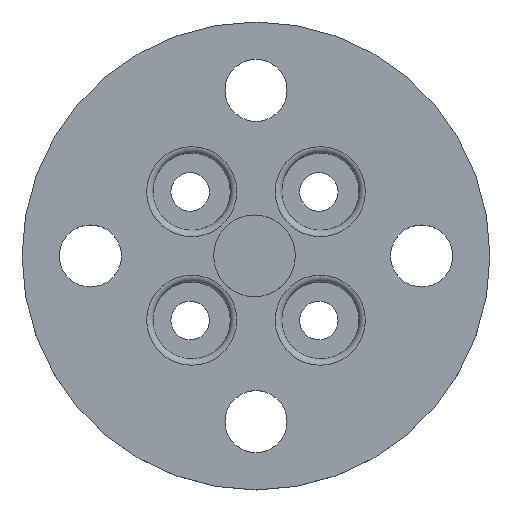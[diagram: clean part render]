
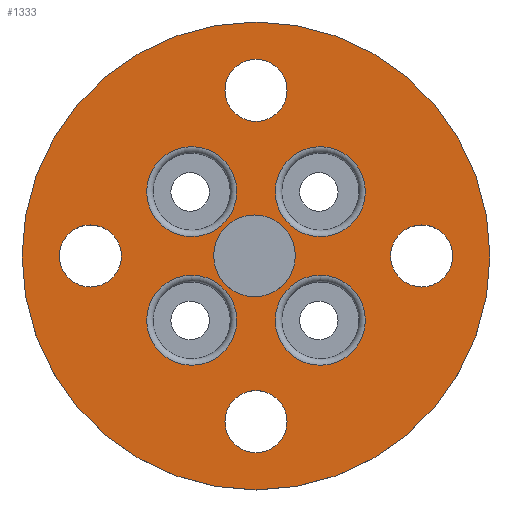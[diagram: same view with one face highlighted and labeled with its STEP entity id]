
A CAD part, top view. The second image highlights one B-rep face of the part: STEP entity #1333.
In plain terms, the highlighted planar face has unit normal (0, 0, 1).
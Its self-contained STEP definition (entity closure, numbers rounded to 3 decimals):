
#110=FACE_BOUND('',#249,.T.);
#111=FACE_BOUND('',#250,.T.);
#112=FACE_BOUND('',#251,.T.);
#113=FACE_BOUND('',#252,.T.);
#114=FACE_BOUND('',#253,.T.);
#115=FACE_BOUND('',#254,.T.);
#116=FACE_BOUND('',#255,.T.);
#117=FACE_BOUND('',#256,.T.);
#128=PLANE('',#1487);
#165=FACE_OUTER_BOUND('',#248,.T.);
#248=EDGE_LOOP('',(#962));
#249=EDGE_LOOP('',(#963));
#250=EDGE_LOOP('',(#964));
#251=EDGE_LOOP('',(#965));
#252=EDGE_LOOP('',(#966));
#253=EDGE_LOOP('',(#967));
#254=EDGE_LOOP('',(#968));
#255=EDGE_LOOP('',(#969));
#256=EDGE_LOOP('',(#970));
#506=CIRCLE('',#1486,3.5);
#507=CIRCLE('',#1488,18.192);
#508=CIRCLE('',#1489,3.5);
#509=CIRCLE('',#1490,3.5);
#510=CIRCLE('',#1491,2.413);
#511=CIRCLE('',#1492,2.413);
#512=CIRCLE('',#1493,2.413);
#513=CIRCLE('',#1494,2.413);
#514=CIRCLE('',#1495,3.5);
#584=VERTEX_POINT('',#2068);
#585=VERTEX_POINT('',#2072);
#586=VERTEX_POINT('',#2074);
#587=VERTEX_POINT('',#2076);
#588=VERTEX_POINT('',#2078);
#589=VERTEX_POINT('',#2080);
#590=VERTEX_POINT('',#2082);
#591=VERTEX_POINT('',#2084);
#592=VERTEX_POINT('',#2086);
#727=EDGE_CURVE('',#584,#584,#506,.T.);
#728=EDGE_CURVE('',#585,#585,#507,.T.);
#729=EDGE_CURVE('',#586,#586,#508,.T.);
#730=EDGE_CURVE('',#587,#587,#509,.T.);
#731=EDGE_CURVE('',#588,#588,#510,.T.);
#732=EDGE_CURVE('',#589,#589,#511,.T.);
#733=EDGE_CURVE('',#590,#590,#512,.T.);
#734=EDGE_CURVE('',#591,#591,#513,.T.);
#735=EDGE_CURVE('',#592,#592,#514,.T.);
#962=ORIENTED_EDGE('',*,*,#728,.F.);
#963=ORIENTED_EDGE('',*,*,#729,.F.);
#964=ORIENTED_EDGE('',*,*,#730,.F.);
#965=ORIENTED_EDGE('',*,*,#731,.F.);
#966=ORIENTED_EDGE('',*,*,#732,.F.);
#967=ORIENTED_EDGE('',*,*,#733,.F.);
#968=ORIENTED_EDGE('',*,*,#734,.F.);
#969=ORIENTED_EDGE('',*,*,#735,.F.);
#970=ORIENTED_EDGE('',*,*,#727,.F.);
#1333=ADVANCED_FACE('',(#165,#110,#111,#112,#113,#114,#115,#116,#117),#128,
 .F.);
#1486=AXIS2_PLACEMENT_3D('',#2070,#1698,#1699);
#1487=AXIS2_PLACEMENT_3D('',#2071,#1700,#1701);
#1488=AXIS2_PLACEMENT_3D('',#2073,#1702,#1703);
#1489=AXIS2_PLACEMENT_3D('',#2075,#1704,#1705);
#1490=AXIS2_PLACEMENT_3D('',#2077,#1706,#1707);
#1491=AXIS2_PLACEMENT_3D('',#2079,#1708,#1709);
#1492=AXIS2_PLACEMENT_3D('',#2081,#1710,#1711);
#1493=AXIS2_PLACEMENT_3D('',#2083,#1712,#1713);
#1494=AXIS2_PLACEMENT_3D('',#2085,#1714,#1715);
#1495=AXIS2_PLACEMENT_3D('',#2087,#1716,#1717);
#1698=DIRECTION('center_axis',(0.,0.,1.));
#1699=DIRECTION('ref_axis',(1.,0.,0.));
#1700=DIRECTION('center_axis',(0.,0.,-1.));
#1701=DIRECTION('ref_axis',(1.,0.,0.));
#1702=DIRECTION('center_axis',(0.,0.,-1.));
#1703=DIRECTION('ref_axis',(1.,0.,0.));
#1704=DIRECTION('center_axis',(0.,0.,1.));
#1705=DIRECTION('ref_axis',(1.,0.,0.));
#1706=DIRECTION('center_axis',(0.,0.,1.));
#1707=DIRECTION('ref_axis',(1.,0.,0.));
#1708=DIRECTION('center_axis',(0.,0.,1.));
#1709=DIRECTION('ref_axis',(1.,0.,0.));
#1710=DIRECTION('center_axis',(0.,0.,1.));
#1711=DIRECTION('ref_axis',(1.,0.,0.));
#1712=DIRECTION('center_axis',(0.,0.,1.));
#1713=DIRECTION('ref_axis',(1.,0.,0.));
#1714=DIRECTION('center_axis',(0.,0.,1.));
#1715=DIRECTION('ref_axis',(1.,0.,0.));
#1716=DIRECTION('center_axis',(0.,0.,1.));
#1717=DIRECTION('ref_axis',(1.,0.,0.));
#2068=CARTESIAN_POINT('',(1.5,5.,35.));
#2070=CARTESIAN_POINT('Origin',(5.,5.,35.));
#2071=CARTESIAN_POINT('Origin',(0.,0.,35.));
#2072=CARTESIAN_POINT('',(-18.192,0.,35.));
#2073=CARTESIAN_POINT('Origin',(0.,0.,35.));
#2074=CARTESIAN_POINT('',(1.5,-5.,35.));
#2075=CARTESIAN_POINT('Origin',(5.,-5.,35.));
#2076=CARTESIAN_POINT('',(-8.5,5.,35.));
#2077=CARTESIAN_POINT('Origin',(-5.,5.,35.));
#2078=CARTESIAN_POINT('',(10.464,0.,35.));
#2079=CARTESIAN_POINT('Origin',(12.877,0.,35.));
#2080=CARTESIAN_POINT('',(-2.413,-12.878,35.));
#2081=CARTESIAN_POINT('Origin',(0.,-12.878,35.));
#2082=CARTESIAN_POINT('',(-15.29,0.,35.));
#2083=CARTESIAN_POINT('Origin',(-12.877,0.,35.));
#2084=CARTESIAN_POINT('',(-2.413,12.878,35.));
#2085=CARTESIAN_POINT('Origin',(0.,12.878,
35.));
#2086=CARTESIAN_POINT('',(-8.5,-5.,35.));
#2087=CARTESIAN_POINT('Origin',(-5.,-5.,35.));
